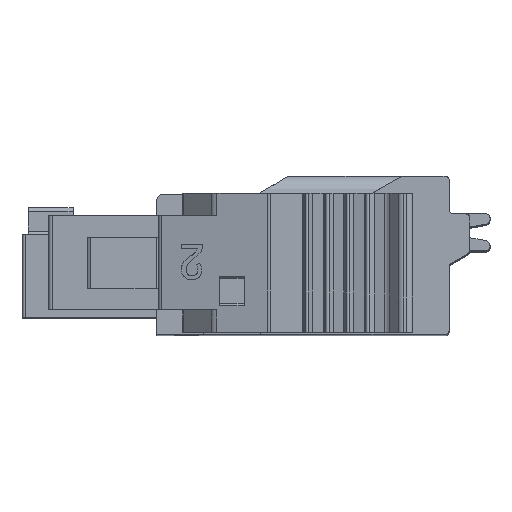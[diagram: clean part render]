
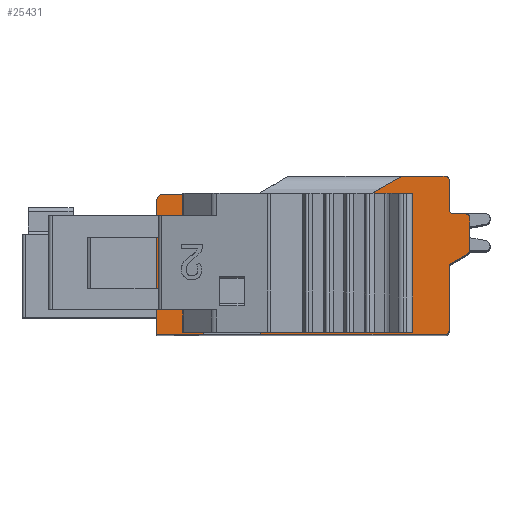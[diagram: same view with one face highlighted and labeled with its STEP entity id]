
A CAD part, top view. The second image highlights one B-rep face of the part: STEP entity #25431.
In plain terms, the highlighted planar face has unit normal (0, 0, 1).
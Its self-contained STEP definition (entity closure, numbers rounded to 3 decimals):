
#174=DIRECTION('',(0.,1.,0.));
#175=VECTOR('',#174,1.45);
#176=CARTESIAN_POINT('',(34.256,22.688,47.775));
#177=LINE('',#176,#175);
#623=DIRECTION('',(0.,1.,0.));
#624=VECTOR('',#623,3.107);
#625=CARTESIAN_POINT('',(34.256,16.788,47.775));
#626=LINE('',#625,#624);
#2193=DIRECTION('',(-1.,0.,0.));
#2194=VECTOR('',#2193,2.497);
#2195=CARTESIAN_POINT('',(30.397,23.438,47.775));
#2196=LINE('',#2195,#2194);
#2215=DIRECTION('',(-1.,0.,0.));
#2216=VECTOR('',#2215,6.676);
#2217=CARTESIAN_POINT('',(26.932,23.438,47.775));
#2218=LINE('',#2217,#2216);
#2279=DIRECTION('',(-1.,0.,0.));
#2280=VECTOR('',#2279,2.1);
#2281=CARTESIAN_POINT('',(34.056,24.338,47.775));
#2282=LINE('',#2281,#2280);
#2503=DIRECTION('',(1.,0.,0.));
#2504=VECTOR('',#2503,0.968);
#2505=CARTESIAN_POINT('',(26.932,16.688,47.775));
#2506=LINE('',#2505,#2504);
#2507=DIRECTION('',(0.866,0.5,0.));
#2508=VECTOR('',#2507,1.8);
#2509=CARTESIAN_POINT('',(30.397,23.438,47.775));
#2510=LINE('',#2509,#2508);
#2511=CARTESIAN_POINT('',(34.056,24.138,47.775));
#2512=DIRECTION('',(0.,0.,-1.));
#2513=DIRECTION('',(0.,1.,0.));
#2514=AXIS2_PLACEMENT_3D('',#2511,#2512,#2513);
#2516=CARTESIAN_POINT('',(34.456,22.688,47.775));
#2517=DIRECTION('',(0.,0.,1.));
#2518=DIRECTION('',(-1.,0.,0.));
#2519=AXIS2_PLACEMENT_3D('',#2516,#2517,#2518);
#2521=CARTESIAN_POINT('',(35.056,22.288,47.775));
#2522=DIRECTION('',(0.,0.,-1.));
#2523=DIRECTION('',(0.,1.,0.));
#2524=AXIS2_PLACEMENT_3D('',#2521,#2522,#2523);
#2526=CARTESIAN_POINT('',(35.056,20.703,47.775));
#2527=DIRECTION('',(0.,0.,-1.));
#2528=DIRECTION('',(1.,0.,0.));
#2529=AXIS2_PLACEMENT_3D('',#2526,#2527,#2528);
#2531=DIRECTION('',(-0.866,-0.5,0.));
#2532=VECTOR('',#2531,0.924);
#2533=CARTESIAN_POINT('',(35.156,20.53,47.775));
#2534=LINE('',#2533,#2532);
#2535=CARTESIAN_POINT('',(34.456,19.895,47.775));
#2536=DIRECTION('',(0.,0.,1.));
#2537=DIRECTION('',(-0.5,0.866,0.));
#2538=AXIS2_PLACEMENT_3D('',#2535,#2536,#2537);
#2540=CARTESIAN_POINT('',(34.056,16.788,47.775));
#2541=DIRECTION('',(0.,0.,-1.));
#2542=DIRECTION('',(1.,0.,0.));
#2543=AXIS2_PLACEMENT_3D('',#2540,#2541,#2542);
#2545=CARTESIAN_POINT('',(20.256,23.138,47.775));
#2546=DIRECTION('',(0.,0.,-1.));
#2547=DIRECTION('',(-1.,-0.001,0.));
#2548=AXIS2_PLACEMENT_3D('',#2545,#2546,#2547);
#2550=DIRECTION('',(1.,0.,0.));
#2551=VECTOR('',#2550,1.721);
#2552=CARTESIAN_POINT('',(22.765,16.738,47.775));
#2553=LINE('',#2552,#2551);
#2554=DIRECTION('',(-1.,0.,0.));
#2555=VECTOR('',#2554,1.721);
#2556=CARTESIAN_POINT('',(24.486,22.468,47.775));
#2557=LINE('',#2556,#2555);
#2558=DIRECTION('',(0.,1.,0.));
#2559=VECTOR('',#2558,6.75);
#2560=CARTESIAN_POINT('',(26.932,16.688,47.775));
#2561=LINE('',#2560,#2559);
#2570=DIRECTION('',(0.,-1.,0.));
#2571=VECTOR('',#2570,6.75);
#2572=CARTESIAN_POINT('',(27.901,23.438,47.775));
#2573=LINE('',#2572,#2571);
#3302=DIRECTION('',(0.,1.,0.));
#3303=VECTOR('',#3302,5.73);
#3304=CARTESIAN_POINT('',(22.765,16.738,47.775));
#3305=LINE('',#3304,#3303);
#3314=DIRECTION('',(0.,-1.,0.));
#3315=VECTOR('',#3314,5.73);
#3316=CARTESIAN_POINT('',(24.486,22.468,47.775));
#3317=LINE('',#3316,#3315);
#4647=DIRECTION('',(0.,1.,0.));
#4648=VECTOR('',#4647,1.585);
#4649=CARTESIAN_POINT('',(35.256,20.703,47.775));
#4650=LINE('',#4649,#4648);
#4663=DIRECTION('',(-1.,0.,0.));
#4664=VECTOR('',#4663,0.6);
#4665=CARTESIAN_POINT('',(35.056,22.488,47.775));
#4666=LINE('',#4665,#4664);
#4827=DIRECTION('',(1.,0.,0.));
#4828=VECTOR('',#4827,14.1);
#4829=CARTESIAN_POINT('',(19.956,16.588,47.775));
#4830=LINE('',#4829,#4828);
#5207=DIRECTION('',(0.,-1.,0.));
#5208=VECTOR('',#5207,6.55);
#5209=CARTESIAN_POINT('',(19.956,23.137,47.775));
#5210=LINE('',#5209,#5208);
#17242=CARTESIAN_POINT('',(34.256,16.788,47.775));
#17243=CARTESIAN_POINT('',(34.256,19.895,47.775));
#17244=VERTEX_POINT('',#17242);
#17245=VERTEX_POINT('',#17243);
#17439=CARTESIAN_POINT('',(34.056,16.588,47.775));
#17440=VERTEX_POINT('',#17439);
#17445=CARTESIAN_POINT('',(19.956,16.588,47.775));
#17446=VERTEX_POINT('',#17445);
#17683=CARTESIAN_POINT('',(30.397,23.438,47.775));
#17684=VERTEX_POINT('',#17683);
#17685=CARTESIAN_POINT('',(27.901,23.438,47.775));
#17686=VERTEX_POINT('',#17685);
#17693=CARTESIAN_POINT('',(26.932,23.438,47.775));
#17694=VERTEX_POINT('',#17693);
#17695=CARTESIAN_POINT('',(20.256,23.438,47.775));
#17696=VERTEX_POINT('',#17695);
#17799=CARTESIAN_POINT('',(34.056,24.338,47.775));
#17800=VERTEX_POINT('',#17799);
#17801=CARTESIAN_POINT('',(31.956,24.338,47.775));
#17802=VERTEX_POINT('',#17801);
#18055=CARTESIAN_POINT('',(34.256,24.138,47.775));
#18056=VERTEX_POINT('',#18055);
#18079=CARTESIAN_POINT('',(34.256,22.688,47.775));
#18080=VERTEX_POINT('',#18079);
#18327=CARTESIAN_POINT('',(34.356,20.068,47.775));
#18328=VERTEX_POINT('',#18327);
#18329=CARTESIAN_POINT('',(35.156,20.53,47.775));
#18330=VERTEX_POINT('',#18329);
#18331=CARTESIAN_POINT('',(26.932,16.688,47.775));
#18332=VERTEX_POINT('',#18331);
#18333=CARTESIAN_POINT('',(27.901,16.688,47.775));
#18334=VERTEX_POINT('',#18333);
#18335=CARTESIAN_POINT('',(34.456,22.488,47.775));
#18336=VERTEX_POINT('',#18335);
#18337=CARTESIAN_POINT('',(35.056,22.488,47.775));
#18338=VERTEX_POINT('',#18337);
#18339=CARTESIAN_POINT('',(35.256,22.288,47.775));
#18340=VERTEX_POINT('',#18339);
#18341=CARTESIAN_POINT('',(35.256,20.703,47.775));
#18342=VERTEX_POINT('',#18341);
#18343=CARTESIAN_POINT('',(19.956,23.137,47.775));
#18344=VERTEX_POINT('',#18343);
#18345=CARTESIAN_POINT('',(22.765,16.738,47.775));
#18346=CARTESIAN_POINT('',(22.765,22.468,47.775));
#18347=VERTEX_POINT('',#18345);
#18348=VERTEX_POINT('',#18346);
#18349=CARTESIAN_POINT('',(24.486,16.738,47.775));
#18350=VERTEX_POINT('',#18349);
#18351=CARTESIAN_POINT('',(24.486,22.468,47.775));
#18352=VERTEX_POINT('',#18351);
#25379=CARTESIAN_POINT('',(26.228,21.108,47.775));
#25380=DIRECTION('',(0.,0.,1.));
#25381=DIRECTION('',(1.,0.,0.));
#25382=AXIS2_PLACEMENT_3D('',#25379,#25380,#25381);
#25383=PLANE('',#25382);
#25385=ORIENTED_EDGE('',*,*,#25384,.F.);
#25387=ORIENTED_EDGE('',*,*,#25386,.T.);
#25389=ORIENTED_EDGE('',*,*,#25388,.F.);
#25390=ORIENTED_EDGE('',*,*,#24917,.F.);
#25392=ORIENTED_EDGE('',*,*,#25391,.T.);
#25393=ORIENTED_EDGE('',*,*,#25061,.F.);
#25394=ORIENTED_EDGE('',*,*,#25372,.T.);
#25395=ORIENTED_EDGE('',*,*,#22256,.F.);
#25397=ORIENTED_EDGE('',*,*,#25396,.T.);
#25399=ORIENTED_EDGE('',*,*,#25398,.F.);
#25401=ORIENTED_EDGE('',*,*,#25400,.T.);
#25403=ORIENTED_EDGE('',*,*,#25402,.F.);
#25405=ORIENTED_EDGE('',*,*,#25404,.T.);
#25407=ORIENTED_EDGE('',*,*,#25406,.T.);
#25409=ORIENTED_EDGE('',*,*,#25408,.T.);
#25410=ORIENTED_EDGE('',*,*,#22576,.F.);
#25411=ORIENTED_EDGE('',*,*,#24821,.T.);
#25413=ORIENTED_EDGE('',*,*,#25412,.F.);
#25415=ORIENTED_EDGE('',*,*,#25414,.F.);
#25417=ORIENTED_EDGE('',*,*,#25416,.T.);
#25418=ORIENTED_EDGE('',*,*,#24927,.F.);
#25419=EDGE_LOOP('',(#25385,#25387,#25389,#25390,#25392,#25393,#25394,#25395,
#25397,#25399,#25401,#25403,#25405,#25407,#25409,#25410,#25411,#25413,#25415,
#25417,#25418));
#25420=FACE_OUTER_BOUND('',#25419,.F.);
#25422=ORIENTED_EDGE('',*,*,#25421,.F.);
#25424=ORIENTED_EDGE('',*,*,#25423,.T.);
#25426=ORIENTED_EDGE('',*,*,#25425,.F.);
#25428=ORIENTED_EDGE('',*,*,#25427,.T.);
#25429=EDGE_LOOP('',(#25422,#25424,#25426,#25428));
#25430=FACE_BOUND('',#25429,.F.);
#2515=CIRCLE('',#2514,0.2);
#2520=CIRCLE('',#2519,0.2);
#2525=CIRCLE('',#2524,0.2);
#2530=CIRCLE('',#2529,0.2);
#2539=CIRCLE('',#2538,0.2);
#2544=CIRCLE('',#2543,0.2);
#2549=CIRCLE('',#2548,0.3);
#22256=EDGE_CURVE('',#18080,#18056,#177,.T.);
#22576=EDGE_CURVE('',#17244,#17245,#626,.T.);
#24821=EDGE_CURVE('',#17244,#17440,#2544,.T.);
#24917=EDGE_CURVE('',#17684,#17686,#2196,.T.);
#24927=EDGE_CURVE('',#17694,#17696,#2218,.T.);
#25061=EDGE_CURVE('',#17800,#17802,#2282,.T.);
#25372=EDGE_CURVE('',#17800,#18056,#2515,.T.);
#25384=EDGE_CURVE('',#18332,#17694,#2561,.T.);
#25386=EDGE_CURVE('',#18332,#18334,#2506,.T.);
#25388=EDGE_CURVE('',#17686,#18334,#2573,.T.);
#25391=EDGE_CURVE('',#17684,#17802,#2510,.T.);
#25396=EDGE_CURVE('',#18080,#18336,#2520,.T.);
#25398=EDGE_CURVE('',#18338,#18336,#4666,.T.);
#25400=EDGE_CURVE('',#18338,#18340,#2525,.T.);
#25402=EDGE_CURVE('',#18342,#18340,#4650,.T.);
#25404=EDGE_CURVE('',#18342,#18330,#2530,.T.);
#25406=EDGE_CURVE('',#18330,#18328,#2534,.T.);
#25408=EDGE_CURVE('',#18328,#17245,#2539,.T.);
#25412=EDGE_CURVE('',#17446,#17440,#4830,.T.);
#25414=EDGE_CURVE('',#18344,#17446,#5210,.T.);
#25416=EDGE_CURVE('',#18344,#17696,#2549,.T.);
#25421=EDGE_CURVE('',#18347,#18348,#3305,.T.);
#25423=EDGE_CURVE('',#18347,#18350,#2553,.T.);
#25425=EDGE_CURVE('',#18352,#18350,#3317,.T.);
#25427=EDGE_CURVE('',#18352,#18348,#2557,.T.);
#25431=ADVANCED_FACE('',(#25420,#25430),#25383,.T.);
